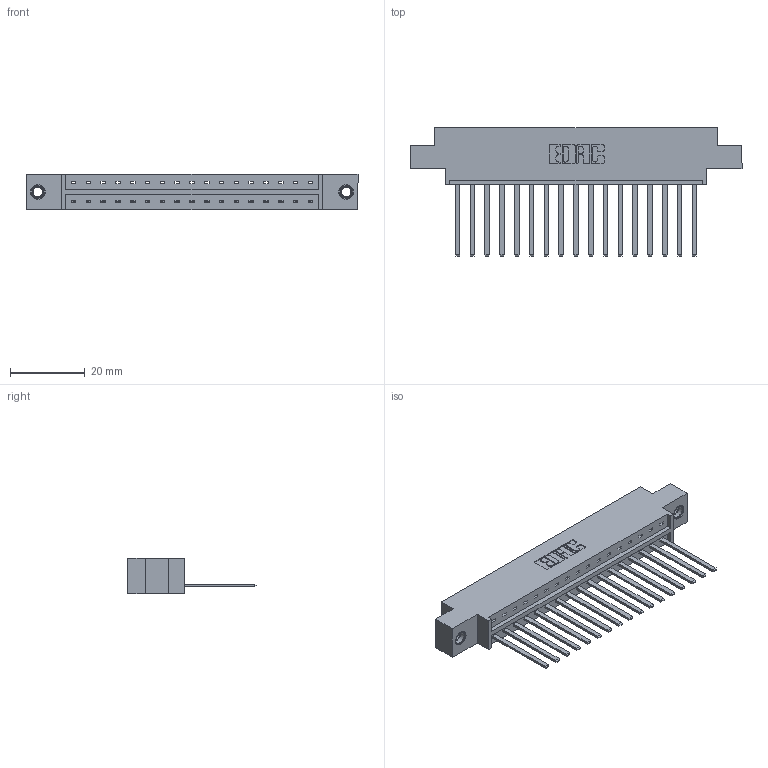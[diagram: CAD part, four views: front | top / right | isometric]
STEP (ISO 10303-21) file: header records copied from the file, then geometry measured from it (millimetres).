
FILE_DESCRIPTION (( 'STEP AP203' ), '1' );
FILE_NAME ('833-017-544-607.STEP', '2020-05-31T20:26:48', ( '' ), ( '' ), 'SwSTEP 2.0', 'SolidWorks 2020', '' );
FILE_SCHEMA (( 'CONFIG_CONTROL_DESIGN' ));
Length unit declared in the file: inch
Products named in the file (4): 833-017-544-607; 833 Part_Offset - .156 Dia - TI; 345-292-001_345-293-144; 345-250-001_345-250-005-103
Assembly tree (20 placements, depth 2):
  833-017-544-607
    833 Part_Offset - .156 Dia - TI
    345-292-001_345-293-144  x17
    345-250-001_345-250-005-103  x2
Bounding box: 88.9 x 34.3 x 9.4 mm (x, y, z)
Volume: 8686.4 mm3; surface area: 10110.6 mm2
Topology: 20 solids, 20 shells, 1062 faces, 3145 edges, 2066 vertices
Faces by surface type: plane 752, cylinder 294, cone 12, torus 4
Entity records: 14760 total; most frequent: CARTESIAN_POINT 2532, ORIENTED_EDGE 2478, DIRECTION 2215, EDGE_CURVE 1239, VECTOR 1095, LINE 1095, VERTEX_POINT 820, AXIS2_PLACEMENT_3D 560
